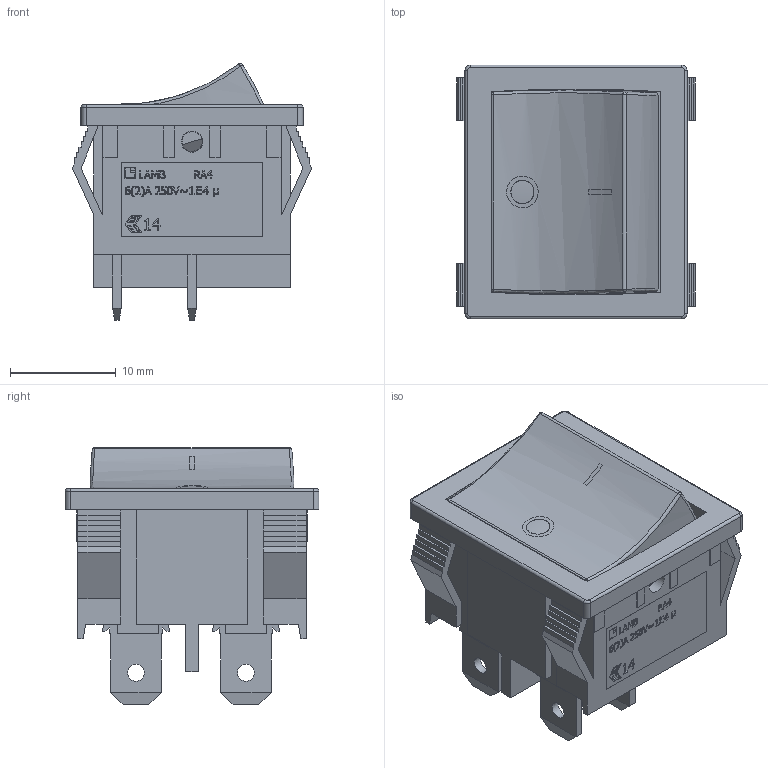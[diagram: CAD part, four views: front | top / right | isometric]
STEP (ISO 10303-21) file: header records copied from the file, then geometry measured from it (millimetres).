
FILE_DESCRIPTION(/* description */ (''),/* implementation_level */ '2;1');
FILE_NAME(/* name */ 'RA412Cxxx1.stp',/* time_stamp */ '2022-11-01T14:26:26-05:00',/* author */ ('mroman'),/* organization */ (''),/* preprocessor_version */ 'ST-DEVELOPER v18.1',/* originating_system */ 'Autodesk Inventor 2020',/* authorisation */ '');
FILE_SCHEMA (('AUTOMOTIVE_DESIGN { 1 0 10303 214 3 1 1 }'));
Length unit declared in the file: millimetre
Products named in the file (1): RA412Cxxx1
Bounding box: 22.6 x 24 x 24.3 mm (x, y, z)
Volume: 2578.6 mm3; surface area: 5284.8 mm2
Topology: 3 solids, 3 shells, 1145 faces, 3139 edges, 2076 vertices
Faces by surface type: plane 815, bspline 278, cylinder 46, sphere 4, cone 2
Full cylindrical faces by diameter (mm): 1.6 x4, 2 x2
Entity records: 37642 total; most frequent: CARTESIAN_POINT 10295, ORIENTED_EDGE 6282, DIRECTION 4429, EDGE_CURVE 3141, LINE 2477, VECTOR 2477, VERTEX_POINT 2080, EDGE_LOOP 1243
